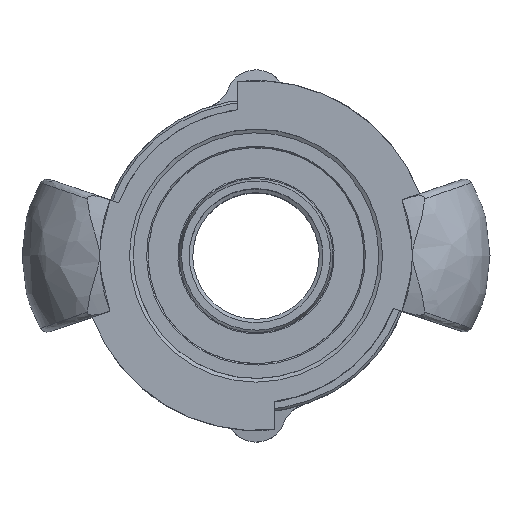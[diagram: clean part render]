
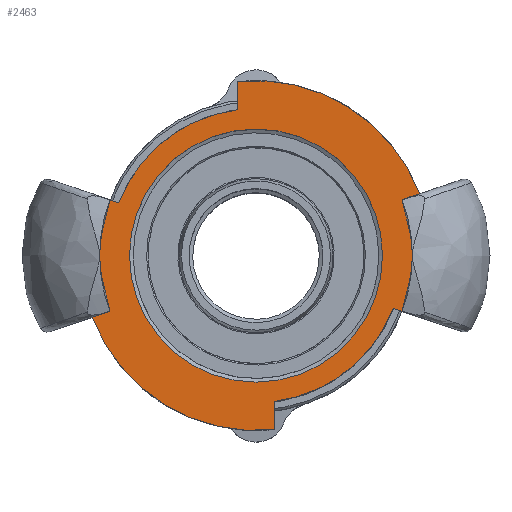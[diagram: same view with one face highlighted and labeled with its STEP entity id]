
A CAD part, top view. The second image highlights one B-rep face of the part: STEP entity #2463.
In plain terms, the highlighted planar face has unit normal (0, 0, 1).
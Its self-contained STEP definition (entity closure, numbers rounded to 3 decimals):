
#201=LINE('',#4506,#323);
#202=LINE('',#4510,#324);
#203=LINE('',#4513,#325);
#204=LINE('',#4515,#326);
#205=LINE('',#4519,#327);
#206=LINE('',#4522,#328);
#323=VECTOR('',#3151,10.);
#324=VECTOR('',#3154,10.);
#325=VECTOR('',#3157,10.);
#326=VECTOR('',#3158,10.);
#327=VECTOR('',#3161,10.);
#328=VECTOR('',#3164,10.);
#428=FACE_BOUND('',#625,.T.);
#486=FACE_OUTER_BOUND('',#624,.T.);
#624=EDGE_LOOP('',(#1815,#1816,#1817,#1818,#1819,#1820,#1821,#1822,#1823,
#1824,#1825,#1826));
#625=EDGE_LOOP('',(#1827,#1828));
#771=CIRCLE('',#2663,17.);
#772=CIRCLE('',#2664,17.);
#783=CIRCLE('',#2679,19.75);
#786=CIRCLE('',#2683,19.75);
#789=CIRCLE('',#2688,25.5);
#790=CIRCLE('',#2689,23.497);
#791=CIRCLE('',#2690,25.5);
#792=CIRCLE('',#2691,23.5);
#972=VERTEX_POINT('',#4047);
#973=VERTEX_POINT('',#4048);
#998=VERTEX_POINT('',#4390);
#999=VERTEX_POINT('',#4392);
#1005=VERTEX_POINT('',#4440);
#1006=VERTEX_POINT('',#4442);
#1013=VERTEX_POINT('',#4505);
#1014=VERTEX_POINT('',#4507);
#1015=VERTEX_POINT('',#4509);
#1016=VERTEX_POINT('',#4511);
#1017=VERTEX_POINT('',#4514);
#1018=VERTEX_POINT('',#4516);
#1019=VERTEX_POINT('',#4518);
#1020=VERTEX_POINT('',#4520);
#1260=EDGE_CURVE('',#972,#973,#771,.T.);
#1261=EDGE_CURVE('',#973,#972,#772,.T.);
#1293=EDGE_CURVE('',#998,#999,#783,.T.);
#1301=EDGE_CURVE('',#1005,#1006,#786,.T.);
#1309=EDGE_CURVE('',#1013,#1005,#201,.T.);
#1310=EDGE_CURVE('',#1014,#1013,#789,.T.);
#1311=EDGE_CURVE('',#1015,#1014,#202,.T.);
#1312=EDGE_CURVE('',#1015,#1016,#790,.T.);
#1313=EDGE_CURVE('',#1016,#999,#203,.T.);
#1314=EDGE_CURVE('',#1017,#998,#204,.T.);
#1315=EDGE_CURVE('',#1018,#1017,#791,.T.);
#1316=EDGE_CURVE('',#1019,#1018,#205,.T.);
#1317=EDGE_CURVE('',#1019,#1020,#792,.T.);
#1318=EDGE_CURVE('',#1020,#1006,#206,.T.);
#1815=ORIENTED_EDGE('',*,*,#1309,.F.);
#1816=ORIENTED_EDGE('',*,*,#1310,.F.);
#1817=ORIENTED_EDGE('',*,*,#1311,.F.);
#1818=ORIENTED_EDGE('',*,*,#1312,.T.);
#1819=ORIENTED_EDGE('',*,*,#1313,.T.);
#1820=ORIENTED_EDGE('',*,*,#1293,.F.);
#1821=ORIENTED_EDGE('',*,*,#1314,.F.);
#1822=ORIENTED_EDGE('',*,*,#1315,.F.);
#1823=ORIENTED_EDGE('',*,*,#1316,.F.);
#1824=ORIENTED_EDGE('',*,*,#1317,.T.);
#1825=ORIENTED_EDGE('',*,*,#1318,.T.);
#1826=ORIENTED_EDGE('',*,*,#1301,.F.);
#1827=ORIENTED_EDGE('',*,*,#1260,.T.);
#1828=ORIENTED_EDGE('',*,*,#1261,.T.);
#2248=PLANE('',#2687);
#2463=ADVANCED_FACE('',(#486,#428),#2248,.F.);
#2663=AXIS2_PLACEMENT_3D('',#4049,#3092,#3093);
#2664=AXIS2_PLACEMENT_3D('',#4050,#3094,#3095);
#2679=AXIS2_PLACEMENT_3D('',#4393,#3128,#3129);
#2683=AXIS2_PLACEMENT_3D('',#4443,#3139,#3140);
#2687=AXIS2_PLACEMENT_3D('',#4504,#3149,#3150);
#2688=AXIS2_PLACEMENT_3D('',#4508,#3152,#3153);
#2689=AXIS2_PLACEMENT_3D('',#4512,#3155,#3156);
#2690=AXIS2_PLACEMENT_3D('',#4517,#3159,#3160);
#2691=AXIS2_PLACEMENT_3D('',#4521,#3162,#3163);
#3092=DIRECTION('center_axis',(0.,0.,
-1.));
#3093=DIRECTION('ref_axis',(-1.,0.,0.));
#3094=DIRECTION('center_axis',(0.,0.,
-1.));
#3095=DIRECTION('ref_axis',(-1.,0.,0.));
#3128=DIRECTION('center_axis',(0.,0.,
-1.));
#3129=DIRECTION('ref_axis',(1.,0.,0.));
#3139=DIRECTION('center_axis',(0.,0.,
-1.));
#3140=DIRECTION('ref_axis',(1.,0.,0.));
#3149=DIRECTION('center_axis',(0.,0.,
-1.));
#3150=DIRECTION('ref_axis',(1.,0.,0.));
#3151=DIRECTION('',(0.948,-0.319,0.));
#3152=DIRECTION('center_axis',(0.,0.,
-1.));
#3153=DIRECTION('ref_axis',(0.,1.,0.));
#3154=DIRECTION('',(-0.948,-0.319,0.));
#3155=DIRECTION('center_axis',(0.,0.,
1.));
#3156=DIRECTION('ref_axis',(-0.936,-0.353,0.));
#3157=DIRECTION('',(0.,1.,0.));
#3158=DIRECTION('',(-0.948,0.319,0.));
#3159=DIRECTION('center_axis',(0.,0.,
-1.));
#3160=DIRECTION('ref_axis',(0.,1.,0.));
#3161=DIRECTION('',(0.948,0.319,0.));
#3162=DIRECTION('center_axis',(0.,0.,
1.));
#3163=DIRECTION('ref_axis',(0.936,0.353,0.));
#3164=DIRECTION('',(0.,-1.,0.));
#4047=CARTESIAN_POINT('',(-17.,0.,-7.729));
#4048=CARTESIAN_POINT('',(17.,0.,-7.729));
#4049=CARTESIAN_POINT('Origin',(0.,0.,
-7.729));
#4050=CARTESIAN_POINT('Origin',(0.,0.,
-7.729));
#4390=CARTESIAN_POINT('',(18.429,-7.101,-7.729));
#4392=CARTESIAN_POINT('',(2.5,-19.591,-7.729));
#4393=CARTESIAN_POINT('Origin',(0.,0.,
-7.729));
#4440=CARTESIAN_POINT('',(-18.429,7.101,-7.729));
#4442=CARTESIAN_POINT('',(-2.5,19.591,-7.729));
#4443=CARTESIAN_POINT('Origin',(0.,0.,
-7.729));
#4504=CARTESIAN_POINT('Origin',(0.,12.75,-7.729));
#4505=CARTESIAN_POINT('',(-23.883,8.937,-7.729));
#4506=CARTESIAN_POINT('',(-16.054,6.301,-7.729));
#4507=CARTESIAN_POINT('',(-23.883,-8.937,-7.729));
#4508=CARTESIAN_POINT('Origin',(0.,0.,
-7.729));
#4509=CARTESIAN_POINT('',(-21.984,-8.298,-7.729));
#4510=CARTESIAN_POINT('',(-7.151,-3.302,-7.729));
#4511=CARTESIAN_POINT('',(2.5,-23.364,-7.729));
#4512=CARTESIAN_POINT('Origin',(0.,0.,
-7.729));
#4513=CARTESIAN_POINT('',(2.5,0.,-7.729));
#4514=CARTESIAN_POINT('',(23.883,-8.937,-7.729));
#4515=CARTESIAN_POINT('',(12.197,-5.002,-7.729));
#4516=CARTESIAN_POINT('',(23.883,8.937,-7.729));
#4517=CARTESIAN_POINT('Origin',(0.,0.,
-7.729));
#4518=CARTESIAN_POINT('',(21.986,8.299,-7.729));
#4519=CARTESIAN_POINT('',(11.008,4.601,-7.729));
#4520=CARTESIAN_POINT('',(-2.5,23.367,-7.729));
#4521=CARTESIAN_POINT('Origin',(0.,0.,
-7.729));
#4522=CARTESIAN_POINT('',(-2.5,0.,-7.729));
